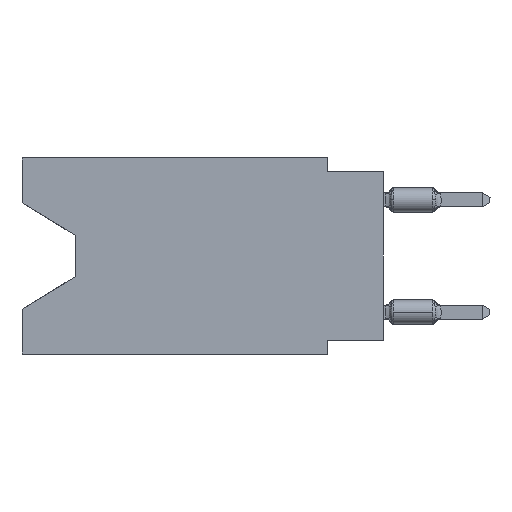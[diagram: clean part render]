
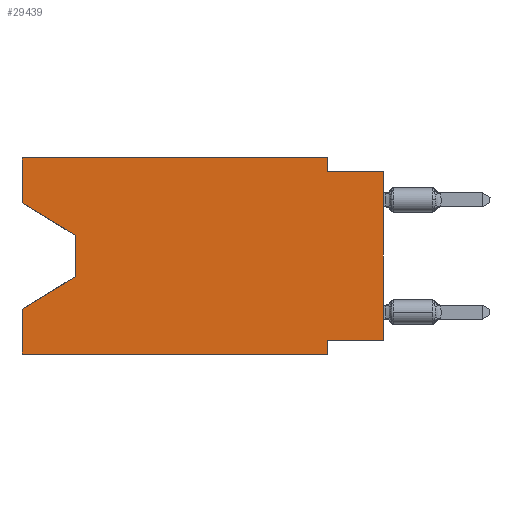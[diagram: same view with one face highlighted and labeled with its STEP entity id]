
A CAD part, left-side view. The second image highlights one B-rep face of the part: STEP entity #29439.
In plain terms, the highlighted planar face has unit normal (-1, 0, 0).
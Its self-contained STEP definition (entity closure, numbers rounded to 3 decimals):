
#25 = CARTESIAN_POINT ( 'NONE',  ( 0., 2.54, -8.255 ) ) ;
#267 = LINE ( 'NONE', #25894, #33773 ) ;
#862 = VERTEX_POINT ( 'NONE', #10316 ) ;
#966 = DIRECTION ( 'NONE',  ( 0., 0., 1. ) ) ;
#1243 = AXIS2_PLACEMENT_3D ( 'NONE', #24434, #35743, #24610 ) ;
#2955 = DIRECTION ( 'NONE',  ( 0., 0.855, -0.519 ) ) ;
#3266 = EDGE_CURVE ( 'NONE', #29487, #27715, #19418, .T. ) ;
#3794 = ORIENTED_EDGE ( 'NONE', *, *, #12446, .F. ) ;
#4004 = CARTESIAN_POINT ( 'NONE',  ( 0., 2.54, 0. ) ) ;
#4129 = ORIENTED_EDGE ( 'NONE', *, *, #3266, .F. ) ;
#5303 = ORIENTED_EDGE ( 'NONE', *, *, #17207, .T. ) ;
#5401 = CARTESIAN_POINT ( 'NONE',  ( 0., 16.383, 0. ) ) ;
#5694 = EDGE_CURVE ( 'NONE', #862, #35640, #10499, .T. ) ;
#5799 = CARTESIAN_POINT ( 'NONE',  ( 0., 2.54, -8.89 ) ) ;
#5852 = EDGE_CURVE ( 'NONE', #30350, #31158, #267, .T. ) ;
#6930 = CARTESIAN_POINT ( 'NONE',  ( 0., 16.383, -8.89 ) ) ;
#7333 = LINE ( 'NONE', #27921, #13945 ) ;
#7404 = ORIENTED_EDGE ( 'NONE', *, *, #19073, .T. ) ;
#8587 = VERTEX_POINT ( 'NONE', #13317 ) ;
#8847 = DIRECTION ( 'NONE',  ( 0., 0., 1. ) ) ;
#9817 = VECTOR ( 'NONE', #2955, 1000. ) ;
#9867 = LINE ( 'NONE', #18049, #14734 ) ;
#10123 = CARTESIAN_POINT ( 'NONE',  ( 0., 0., -0.635 ) ) ;
#10316 = CARTESIAN_POINT ( 'NONE',  ( 0., 13.97, -3.505 ) ) ;
#10499 = LINE ( 'NONE', #18881, #29573 ) ;
#10866 = CARTESIAN_POINT ( 'NONE',  ( 0., 2.54, -8.89 ) ) ;
#11132 = LINE ( 'NONE', #28382, #9817 ) ;
#11239 = DIRECTION ( 'NONE',  ( 0., 0., -1. ) ) ;
#11258 = LINE ( 'NONE', #16823, #22127 ) ;
#12363 = CARTESIAN_POINT ( 'NONE',  ( 0., 16.383, 0. ) ) ;
#12446 = EDGE_CURVE ( 'NONE', #31158, #28357, #16246, .T. ) ;
#12840 = CARTESIAN_POINT ( 'NONE',  ( 0., 16.383, -2.038 ) ) ;
#12946 = DIRECTION ( 'NONE',  ( 0., 0., -1. ) ) ;
#13098 = FACE_OUTER_BOUND ( 'NONE', #20824, .T. ) ;
#13125 = VERTEX_POINT ( 'NONE', #12840 ) ;
#13317 = CARTESIAN_POINT ( 'NONE',  ( 0., 16.383, -8.89 ) ) ;
#13388 = LINE ( 'NONE', #5401, #24079 ) ;
#13664 = DIRECTION ( 'NONE',  ( 0., 0., -1. ) ) ;
#13729 = CARTESIAN_POINT ( 'NONE',  ( 0., 16.383, -6.852 ) ) ;
#13945 = VECTOR ( 'NONE', #24422, 1000. ) ;
#14097 = EDGE_CURVE ( 'NONE', #13125, #14769, #33083, .T. ) ;
#14734 = VECTOR ( 'NONE', #966, 1000. ) ;
#14769 = VERTEX_POINT ( 'NONE', #12363 ) ;
#14815 = ORIENTED_EDGE ( 'NONE', *, *, #35769, .F. ) ;
#14819 = VERTEX_POINT ( 'NONE', #4004 ) ;
#14880 = VECTOR ( 'NONE', #11239, 1000. ) ;
#14925 = EDGE_CURVE ( 'NONE', #13125, #862, #7333, .T. ) ;
#15881 = PLANE ( 'NONE',  #1243 ) ;
#16165 = DIRECTION ( 'NONE',  ( 0., -1., 0. ) ) ;
#16246 = LINE ( 'NONE', #10866, #14880 ) ;
#16368 = CARTESIAN_POINT ( 'NONE',  ( 0., 16.383, 0. ) ) ;
#16676 = ORIENTED_EDGE ( 'NONE', *, *, #14097, .F. ) ;
#16823 = CARTESIAN_POINT ( 'NONE',  ( 0., 16.383, 0. ) ) ;
#17207 = EDGE_CURVE ( 'NONE', #35640, #27359, #11132, .T. ) ;
#18049 = CARTESIAN_POINT ( 'NONE',  ( 0., 0., 0. ) ) ;
#18881 = CARTESIAN_POINT ( 'NONE',  ( 0., 13.97, -3.505 ) ) ;
#18900 = CARTESIAN_POINT ( 'NONE',  ( 0., 0., -8.255 ) ) ;
#19073 = EDGE_CURVE ( 'NONE', #8587, #28357, #32350, .T. ) ;
#19184 = VECTOR ( 'NONE', #21474, 1000. ) ;
#19418 = LINE ( 'NONE', #10123, #19184 ) ;
#20172 = DIRECTION ( 'NONE',  ( 0., 1., 0. ) ) ;
#20270 = ORIENTED_EDGE ( 'NONE', *, *, #5852, .F. ) ;
#20349 = ORIENTED_EDGE ( 'NONE', *, *, #5694, .T. ) ;
#20697 = DIRECTION ( 'NONE',  ( 0., -1., 0. ) ) ;
#20824 = EDGE_LOOP ( 'NONE', ( #33376, #20349, #5303, #28120, #7404, #3794, #20270, #32325, #4129, #14815, #36406, #16676 ) ) ;
#21474 = DIRECTION ( 'NONE',  ( 0., -1., 0. ) ) ;
#22127 = VECTOR ( 'NONE', #8847, 1000. ) ;
#22349 = EDGE_CURVE ( 'NONE', #30350, #27715, #9867, .T. ) ;
#23560 = CARTESIAN_POINT ( 'NONE',  ( 0., 2.54, 0. ) ) ;
#24079 = VECTOR ( 'NONE', #16165, 1000. ) ;
#24422 = DIRECTION ( 'NONE',  ( 0., -0.855, -0.519 ) ) ;
#24434 = CARTESIAN_POINT ( 'NONE',  ( 0., 16.383, 0. ) ) ;
#24610 = DIRECTION ( 'NONE',  ( 0., 0., -1. ) ) ;
#24761 = EDGE_CURVE ( 'NONE', #8587, #27359, #11258, .T. ) ;
#25894 = CARTESIAN_POINT ( 'NONE',  ( 0., 0., -8.255 ) ) ;
#26055 = VECTOR ( 'NONE', #35311, 1000. ) ;
#27359 = VERTEX_POINT ( 'NONE', #13729 ) ;
#27715 = VERTEX_POINT ( 'NONE', #36154 ) ;
#27921 = CARTESIAN_POINT ( 'NONE',  ( 0., 16.383, -2.038 ) ) ;
#28120 = ORIENTED_EDGE ( 'NONE', *, *, #24761, .F. ) ;
#28357 = VERTEX_POINT ( 'NONE', #5799 ) ;
#28382 = CARTESIAN_POINT ( 'NONE',  ( 0., 13.97, -5.385 ) ) ;
#29102 = LINE ( 'NONE', #23560, #33574 ) ;
#29439 = ADVANCED_FACE ( 'NONE', ( #13098 ), #15881, .F. ) ;
#29487 = VERTEX_POINT ( 'NONE', #29909 ) ;
#29573 = VECTOR ( 'NONE', #13664, 1000. ) ;
#29909 = CARTESIAN_POINT ( 'NONE',  ( 0., 2.54, -0.635 ) ) ;
#30350 = VERTEX_POINT ( 'NONE', #18900 ) ;
#31158 = VERTEX_POINT ( 'NONE', #25 ) ;
#31167 = VECTOR ( 'NONE', #20697, 1000. ) ;
#32325 = ORIENTED_EDGE ( 'NONE', *, *, #22349, .T. ) ;
#32350 = LINE ( 'NONE', #6930, #31167 ) ;
#33083 = LINE ( 'NONE', #16368, #26055 ) ;
#33376 = ORIENTED_EDGE ( 'NONE', *, *, #14925, .T. ) ;
#33574 = VECTOR ( 'NONE', #12946, 1000. ) ;
#33773 = VECTOR ( 'NONE', #20172, 1000. ) ;
#34319 = CARTESIAN_POINT ( 'NONE',  ( 0., 13.97, -5.385 ) ) ;
#35151 = EDGE_CURVE ( 'NONE', #14769, #14819, #13388, .T. ) ;
#35311 = DIRECTION ( 'NONE',  ( 0., 0., 1. ) ) ;
#35640 = VERTEX_POINT ( 'NONE', #34319 ) ;
#35743 = DIRECTION ( 'NONE',  ( 1., 0., 0. ) ) ;
#35769 = EDGE_CURVE ( 'NONE', #14819, #29487, #29102, .T. ) ;
#36154 = CARTESIAN_POINT ( 'NONE',  ( 0., 0., -0.635 ) ) ;
#36406 = ORIENTED_EDGE ( 'NONE', *, *, #35151, .F. ) ;
